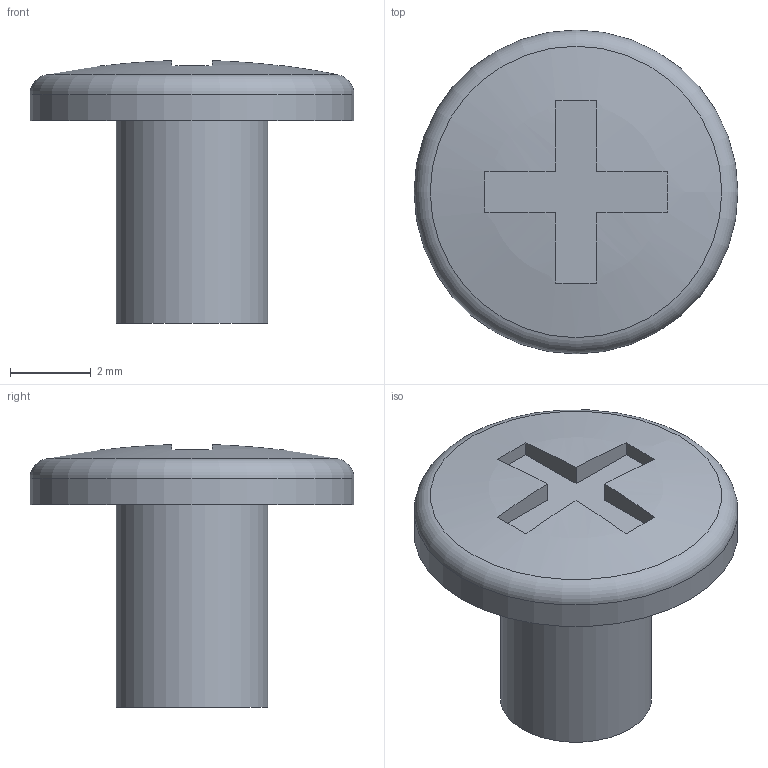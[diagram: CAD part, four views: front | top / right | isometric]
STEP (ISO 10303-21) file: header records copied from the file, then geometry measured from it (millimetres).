
FILE_DESCRIPTION(('FreeCAD Model'),'2;1');
FILE_NAME('M4_screw.step','2016-12-24T02:29:07',(''),(''), 'Open CASCADE STEP processor 6.8','FreeCAD','Unknown');
FILE_SCHEMA(('AUTOMOTIVE_DESIGN_CC2 { 1 2 10303 214 -1 1 5 4 }'));
Length unit declared in the file: millimetre
Products named in the file (2): ASSEMBLY; M4_screw
Assembly tree (1 placements, depth 2):
  ASSEMBLY
    M4_screw
Bounding box: 8 x 8 x 6.49 mm (x, y, z)
Volume: 114.8 mm3; surface area: 190.6 mm2
Topology: 1 solids, 1 shells, 19 faces, 46 edges, 30 vertices
Faces by surface type: plane 15, cylinder 2, sphere 1, torus 1
Full cylindrical faces by diameter (mm): 3.74 x1, 8 x1
Entity records: 1351 total; most frequent: CARTESIAN_POINT 365, DIRECTION 187, ORIENTED_EDGE 92, PCURVE 92, DEFINITIONAL_REPRESENTATION 92, LINE 89, VECTOR 89, EDGE_CURVE 46
